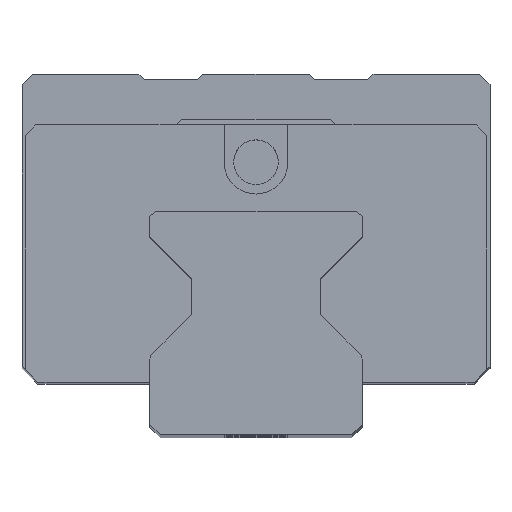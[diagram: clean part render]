
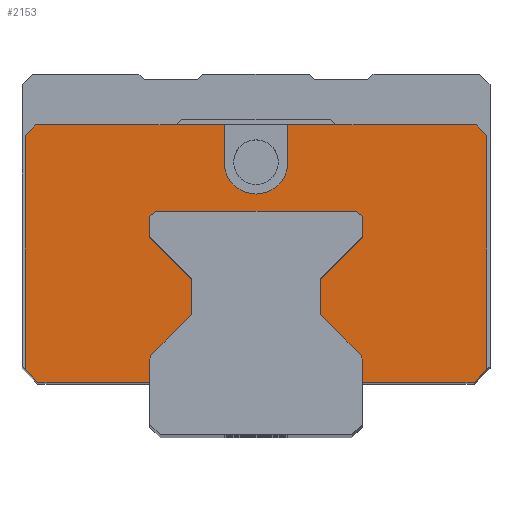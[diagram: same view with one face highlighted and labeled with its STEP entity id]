
A CAD part, top view. The second image highlights one B-rep face of the part: STEP entity #2153.
In plain terms, the highlighted planar face has unit normal (0, 0, 1).
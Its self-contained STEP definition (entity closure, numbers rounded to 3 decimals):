
#1=DIRECTION('',(0.,1.,0.));
#2=VECTOR('',#1,3.356);
#3=CARTESIAN_POINT('',(-6.05,11.314,81.75));
#4=LINE('',#3,#2);
#9=CARTESIAN_POINT('',(0.,25.7,81.75));
#10=DIRECTION('',(0.,0.,1.));
#11=DIRECTION('',(-1.,0.,0.));
#12=AXIS2_PLACEMENT_3D('',#9,#10,#11);
#14=DIRECTION('',(0.,1.,0.));
#15=VECTOR('',#14,3.5);
#16=CARTESIAN_POINT('',(3.,25.7,81.75));
#17=LINE('',#16,#15);
#18=DIRECTION('',(0.707,-0.707,0.));
#19=VECTOR('',#18,1.414);
#20=CARTESIAN_POINT('',(20.7,29.2,81.75));
#21=LINE('',#20,#19);
#22=DIRECTION('',(0.,-1.,0.));
#23=VECTOR('',#22,22.);
#24=CARTESIAN_POINT('',(21.7,28.2,81.75));
#25=LINE('',#24,#23);
#26=DIRECTION('',(-0.707,-0.707,0.));
#27=VECTOR('',#26,1.697);
#28=CARTESIAN_POINT('',(21.7,6.2,81.75));
#29=LINE('',#28,#27);
#30=DIRECTION('',(0.,1.,0.));
#31=VECTOR('',#30,1.95);
#32=CARTESIAN_POINT('',(10.,5.,81.75));
#33=LINE('',#32,#31);
#34=CARTESIAN_POINT('',(9.,6.95,81.75));
#35=DIRECTION('',(0.,0.,1.));
#36=DIRECTION('',(1.,0.,0.));
#37=AXIS2_PLACEMENT_3D('',#34,#35,#36);
#39=DIRECTION('',(-0.707,0.707,0.));
#40=VECTOR('',#39,5.172);
#41=CARTESIAN_POINT('',(9.707,7.657,81.75));
#42=LINE('',#41,#40);
#43=DIRECTION('',(0.707,0.707,0.));
#44=VECTOR('',#43,5.586);
#45=CARTESIAN_POINT('',(6.05,14.671,81.75));
#46=LINE('',#45,#44);
#47=DIRECTION('',(-0.766,0.643,0.));
#48=VECTOR('',#47,0.779);
#49=CARTESIAN_POINT('',(10.,20.499,81.75));
#50=LINE('',#49,#48);
#51=DIRECTION('',(-0.766,-0.643,0.));
#52=VECTOR('',#51,0.779);
#53=CARTESIAN_POINT('',(-9.403,21.,81.75));
#54=LINE('',#53,#52);
#55=DIRECTION('',(0.707,-0.707,0.));
#56=VECTOR('',#55,5.586);
#57=CARTESIAN_POINT('',(-10.,18.621,81.75));
#58=LINE('',#57,#56);
#59=DIRECTION('',(-0.707,-0.707,0.));
#60=VECTOR('',#59,5.172);
#61=CARTESIAN_POINT('',(-6.05,11.314,81.75));
#62=LINE('',#61,#60);
#63=CARTESIAN_POINT('',(-9.,6.95,81.75));
#64=DIRECTION('',(0.,0.,1.));
#65=DIRECTION('',(-0.707,0.707,0.));
#66=AXIS2_PLACEMENT_3D('',#63,#64,#65);
#68=DIRECTION('',(-0.707,0.707,0.));
#69=VECTOR('',#68,1.697);
#70=CARTESIAN_POINT('',(-20.5,5.,81.75));
#71=LINE('',#70,#69);
#72=DIRECTION('',(0.707,0.707,0.));
#73=VECTOR('',#72,1.414);
#74=CARTESIAN_POINT('',(-21.7,28.2,81.75));
#75=LINE('',#74,#73);
#76=DIRECTION('',(0.,1.,0.));
#77=VECTOR('',#76,3.5);
#78=CARTESIAN_POINT('',(-3.,25.7,81.75));
#79=LINE('',#78,#77);
#88=DIRECTION('',(-1.,0.,0.));
#89=VECTOR('',#88,17.7);
#90=CARTESIAN_POINT('',(-3.,29.2,81.75));
#91=LINE('',#90,#89);
#116=DIRECTION('',(-1.,0.,0.));
#117=VECTOR('',#116,17.7);
#118=CARTESIAN_POINT('',(20.7,29.2,81.75));
#119=LINE('',#118,#117);
#237=DIRECTION('',(0.,-1.,0.));
#238=VECTOR('',#237,22.);
#239=CARTESIAN_POINT('',(-21.7,28.2,81.75));
#240=LINE('',#239,#238);
#815=DIRECTION('',(1.,0.,0.));
#816=VECTOR('',#815,10.5);
#817=CARTESIAN_POINT('',(10.,5.,81.75));
#818=LINE('',#817,#816);
#1083=DIRECTION('',(0.,1.,0.));
#1084=VECTOR('',#1083,1.95);
#1085=CARTESIAN_POINT('',(-10.,5.,81.75));
#1086=LINE('',#1085,#1084);
#1103=DIRECTION('',(1.,0.,0.));
#1104=VECTOR('',#1103,10.5);
#1105=CARTESIAN_POINT('',(-20.5,5.,81.75));
#1106=LINE('',#1105,#1104);
#1181=DIRECTION('',(0.,-1.,0.));
#1182=VECTOR('',#1181,3.356);
#1183=CARTESIAN_POINT('',(6.05,14.671,81.75));
#1184=LINE('',#1183,#1182);
#1205=DIRECTION('',(0.,-1.,0.));
#1206=VECTOR('',#1205,1.878);
#1207=CARTESIAN_POINT('',(10.,20.499,81.75));
#1208=LINE('',#1207,#1206);
#1221=DIRECTION('',(1.,0.,0.));
#1222=VECTOR('',#1221,18.806);
#1223=CARTESIAN_POINT('',(-9.403,21.,81.75));
#1224=LINE('',#1223,#1222);
#1243=DIRECTION('',(0.,1.,0.));
#1244=VECTOR('',#1243,1.878);
#1245=CARTESIAN_POINT('',(-10.,18.621,81.75));
#1246=LINE('',#1245,#1244);
#1727=CARTESIAN_POINT('',(-21.7,6.2,81.75));
#1728=VERTEX_POINT('',#1727);
#1729=CARTESIAN_POINT('',(-20.5,5.,81.75));
#1730=VERTEX_POINT('',#1729);
#1757=CARTESIAN_POINT('',(20.5,5.,81.75));
#1758=VERTEX_POINT('',#1757);
#1759=CARTESIAN_POINT('',(21.7,6.2,81.75));
#1760=VERTEX_POINT('',#1759);
#1781=CARTESIAN_POINT('',(21.7,28.2,81.75));
#1782=VERTEX_POINT('',#1781);
#1801=CARTESIAN_POINT('',(-3.,29.2,81.75));
#1802=VERTEX_POINT('',#1801);
#1803=CARTESIAN_POINT('',(-20.7,29.2,81.75));
#1804=VERTEX_POINT('',#1803);
#1809=CARTESIAN_POINT('',(20.7,29.2,81.75));
#1810=VERTEX_POINT('',#1809);
#1811=CARTESIAN_POINT('',(3.,29.2,81.75));
#1812=VERTEX_POINT('',#1811);
#1821=CARTESIAN_POINT('',(3.,25.7,81.75));
#1822=VERTEX_POINT('',#1821);
#1823=CARTESIAN_POINT('',(-3.,25.7,81.75));
#1824=VERTEX_POINT('',#1823);
#1825=CARTESIAN_POINT('',(10.,5.,81.75));
#1826=VERTEX_POINT('',#1825);
#1827=CARTESIAN_POINT('',(10.,6.95,81.75));
#1828=VERTEX_POINT('',#1827);
#1829=CARTESIAN_POINT('',(9.707,7.657,81.75));
#1830=VERTEX_POINT('',#1829);
#1831=CARTESIAN_POINT('',(6.05,11.314,81.75));
#1832=VERTEX_POINT('',#1831);
#1833=CARTESIAN_POINT('',(6.05,14.671,81.75));
#1834=VERTEX_POINT('',#1833);
#1835=CARTESIAN_POINT('',(10.,18.621,81.75));
#1836=VERTEX_POINT('',#1835);
#1837=CARTESIAN_POINT('',(10.,20.499,81.75));
#1838=VERTEX_POINT('',#1837);
#1839=CARTESIAN_POINT('',(9.403,21.,81.75));
#1840=VERTEX_POINT('',#1839);
#1841=CARTESIAN_POINT('',(-9.403,21.,81.75));
#1842=VERTEX_POINT('',#1841);
#1843=CARTESIAN_POINT('',(-10.,20.499,81.75));
#1844=VERTEX_POINT('',#1843);
#1845=CARTESIAN_POINT('',(-10.,18.621,81.75));
#1846=VERTEX_POINT('',#1845);
#1847=CARTESIAN_POINT('',(-6.05,14.671,81.75));
#1848=VERTEX_POINT('',#1847);
#1849=CARTESIAN_POINT('',(-6.05,11.314,81.75));
#1850=VERTEX_POINT('',#1849);
#1851=CARTESIAN_POINT('',(-9.707,7.657,81.75));
#1852=VERTEX_POINT('',#1851);
#1853=CARTESIAN_POINT('',(-10.,6.951,81.75));
#1854=VERTEX_POINT('',#1853);
#1855=CARTESIAN_POINT('',(-10.,5.,81.75));
#1856=VERTEX_POINT('',#1855);
#1857=CARTESIAN_POINT('',(-21.7,28.2,81.75));
#1858=VERTEX_POINT('',#1857);
#2091=CARTESIAN_POINT('',(7.,29.7,81.75));
#2092=DIRECTION('',(0.,0.,1.));
#2093=DIRECTION('',(1.,0.,0.));
#2094=AXIS2_PLACEMENT_3D('',#2091,#2092,#2093);
#2095=PLANE('',#2094);
#2097=ORIENTED_EDGE('',*,*,#2096,.F.);
#2099=ORIENTED_EDGE('',*,*,#2098,.T.);
#2101=ORIENTED_EDGE('',*,*,#2100,.T.);
#2103=ORIENTED_EDGE('',*,*,#2102,.F.);
#2105=ORIENTED_EDGE('',*,*,#2104,.T.);
#2107=ORIENTED_EDGE('',*,*,#2106,.T.);
#2109=ORIENTED_EDGE('',*,*,#2108,.T.);
#2111=ORIENTED_EDGE('',*,*,#2110,.F.);
#2113=ORIENTED_EDGE('',*,*,#2112,.T.);
#2115=ORIENTED_EDGE('',*,*,#2114,.T.);
#2117=ORIENTED_EDGE('',*,*,#2116,.T.);
#2119=ORIENTED_EDGE('',*,*,#2118,.F.);
#2121=ORIENTED_EDGE('',*,*,#2120,.T.);
#2123=ORIENTED_EDGE('',*,*,#2122,.F.);
#2125=ORIENTED_EDGE('',*,*,#2124,.T.);
#2127=ORIENTED_EDGE('',*,*,#2126,.F.);
#2129=ORIENTED_EDGE('',*,*,#2128,.T.);
#2131=ORIENTED_EDGE('',*,*,#2130,.F.);
#2133=ORIENTED_EDGE('',*,*,#2132,.T.);
#2134=ORIENTED_EDGE('',*,*,#2080,.F.);
#2136=ORIENTED_EDGE('',*,*,#2135,.T.);
#2138=ORIENTED_EDGE('',*,*,#2137,.T.);
#2140=ORIENTED_EDGE('',*,*,#2139,.F.);
#2142=ORIENTED_EDGE('',*,*,#2141,.F.);
#2144=ORIENTED_EDGE('',*,*,#2143,.T.);
#2146=ORIENTED_EDGE('',*,*,#2145,.F.);
#2148=ORIENTED_EDGE('',*,*,#2147,.T.);
#2150=ORIENTED_EDGE('',*,*,#2149,.F.);
#2151=EDGE_LOOP('',(#2097,#2099,#2101,#2103,#2105,#2107,#2109,#2111,#2113,#2115,
#2117,#2119,#2121,#2123,#2125,#2127,#2129,#2131,#2133,#2134,#2136,#2138,#2140,
#2142,#2144,#2146,#2148,#2150));
#2152=FACE_OUTER_BOUND('',#2151,.F.);
#2153=ADVANCED_FACE('',(#2152),#2095,.T.);
#13=CIRCLE('',#12,3.);
#38=CIRCLE('',#37,1.);
#67=CIRCLE('',#66,1.);
#2080=EDGE_CURVE('',#1850,#1848,#4,.T.);
#2096=EDGE_CURVE('',#1824,#1802,#79,.T.);
#2098=EDGE_CURVE('',#1824,#1822,#13,.T.);
#2100=EDGE_CURVE('',#1822,#1812,#17,.T.);
#2102=EDGE_CURVE('',#1810,#1812,#119,.T.);
#2104=EDGE_CURVE('',#1810,#1782,#21,.T.);
#2106=EDGE_CURVE('',#1782,#1760,#25,.T.);
#2108=EDGE_CURVE('',#1760,#1758,#29,.T.);
#2110=EDGE_CURVE('',#1826,#1758,#818,.T.);
#2112=EDGE_CURVE('',#1826,#1828,#33,.T.);
#2114=EDGE_CURVE('',#1828,#1830,#38,.T.);
#2116=EDGE_CURVE('',#1830,#1832,#42,.T.);
#2118=EDGE_CURVE('',#1834,#1832,#1184,.T.);
#2120=EDGE_CURVE('',#1834,#1836,#46,.T.);
#2122=EDGE_CURVE('',#1838,#1836,#1208,.T.);
#2124=EDGE_CURVE('',#1838,#1840,#50,.T.);
#2126=EDGE_CURVE('',#1842,#1840,#1224,.T.);
#2128=EDGE_CURVE('',#1842,#1844,#54,.T.);
#2130=EDGE_CURVE('',#1846,#1844,#1246,.T.);
#2132=EDGE_CURVE('',#1846,#1848,#58,.T.);
#2135=EDGE_CURVE('',#1850,#1852,#62,.T.);
#2137=EDGE_CURVE('',#1852,#1854,#67,.T.);
#2139=EDGE_CURVE('',#1856,#1854,#1086,.T.);
#2141=EDGE_CURVE('',#1730,#1856,#1106,.T.);
#2143=EDGE_CURVE('',#1730,#1728,#71,.T.);
#2145=EDGE_CURVE('',#1858,#1728,#240,.T.);
#2147=EDGE_CURVE('',#1858,#1804,#75,.T.);
#2149=EDGE_CURVE('',#1802,#1804,#91,.T.);
